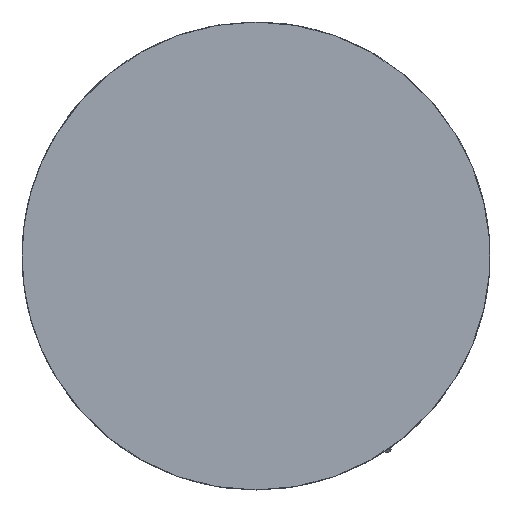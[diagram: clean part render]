
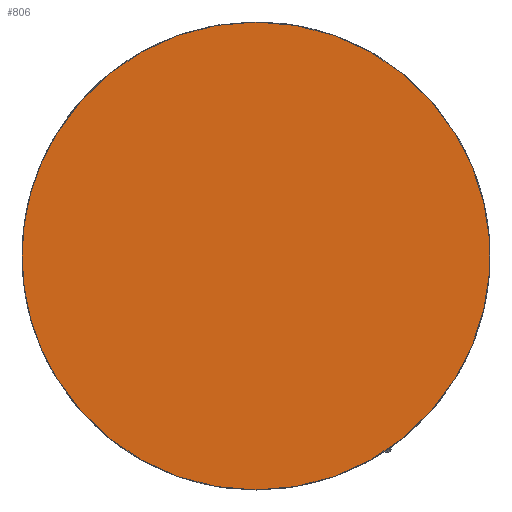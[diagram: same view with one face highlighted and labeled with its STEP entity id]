
A CAD part, front view. The second image highlights one B-rep face of the part: STEP entity #806.
In plain terms, the highlighted planar face has unit normal (0, -1, 0).
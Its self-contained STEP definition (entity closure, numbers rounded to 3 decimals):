
#117 = CARTESIAN_POINT ( 'NONE',  ( 450., -15.5, 669.7 ) ) ;
#512 = EDGE_CURVE ( 'NONE', #1177, #934, #1625, .T. ) ;
#513 = ORIENTED_EDGE ( 'NONE', *, *, #933, .T. ) ;
#514 = ORIENTED_EDGE ( 'NONE', *, *, #804, .T. ) ;
#515 = ORIENTED_EDGE ( 'NONE', *, *, #512, .T. ) ;
#756 = EDGE_CURVE ( 'NONE', #758, #1410, #1619, .T. ) ;
#758 = VERTEX_POINT ( 'NONE', #1612 ) ;
#804 = EDGE_CURVE ( 'NONE', #896, #758, #1872, .T. ) ;
#805 = ORIENTED_EDGE ( 'NONE', *, *, #756, .T. ) ;
#806 = ADVANCED_FACE ( 'NONE', ( #1873 ), #1865, .T. ) ;
#807 = EDGE_LOOP ( 'NONE', ( #808, #809, #515, #513, #514, #805 ) ) ;
#808 = ORIENTED_EDGE ( 'NONE', *, *, #1409, .T. ) ;
#809 = ORIENTED_EDGE ( 'NONE', *, *, #1119, .T. ) ;
#896 = VERTEX_POINT ( 'NONE', #2457 ) ;
#933 = EDGE_CURVE ( 'NONE', #934, #896, #2512, .T. ) ;
#934 = VERTEX_POINT ( 'NONE', #2513 ) ;
#1119 = EDGE_CURVE ( 'NONE', #1515, #1177, #3098, .T. ) ;
#1177 = VERTEX_POINT ( 'NONE', #3371 ) ;
#1409 = EDGE_CURVE ( 'NONE', #1410, #1515, #4798, .T. ) ;
#1410 = VERTEX_POINT ( 'NONE', #4793 ) ;
#1515 = VERTEX_POINT ( 'NONE', #117 ) ;
#1612 = CARTESIAN_POINT ( 'NONE',  ( 407.7, -15.5, 712. ) ) ;
#1616 = DIRECTION ( 'NONE',  ( 0., 0., -1. ) ) ;
#1617 = DIRECTION ( 'NONE',  ( 0., -1., 0. ) ) ;
#1618 = AXIS2_PLACEMENT_3D ( 'NONE', #1626, #1617, #1616 ) ;
#1619 = CIRCLE ( 'NONE', #1618, 42.3 ) ;
#1621 = DIRECTION ( 'NONE',  ( 0., 0., -1. ) ) ;
#1622 = DIRECTION ( 'NONE',  ( 0., -1., 0. ) ) ;
#1623 = CARTESIAN_POINT ( 'NONE',  ( 450., -15.5, 712. ) ) ;
#1624 = AXIS2_PLACEMENT_3D ( 'NONE', #1623, #1622, #1621 ) ;
#1625 = CIRCLE ( 'NONE', #1624, 42.3 ) ;
#1626 = CARTESIAN_POINT ( 'NONE',  ( 450., -15.5, 712. ) ) ;
#1865 = PLANE ( 'NONE',  #1897 ) ;
#1867 = CARTESIAN_POINT ( 'NONE',  ( 450., -15.5, 712. ) ) ;
#1868 = DIRECTION ( 'NONE',  ( 0., 0., -1. ) ) ;
#1869 = DIRECTION ( 'NONE',  ( 0., -1., 0. ) ) ;
#1870 = CARTESIAN_POINT ( 'NONE',  ( 450., -15.5, 712. ) ) ;
#1871 = AXIS2_PLACEMENT_3D ( 'NONE', #1870, #1869, #1868 ) ;
#1872 = CIRCLE ( 'NONE', #1871, 42.3 ) ;
#1873 = FACE_OUTER_BOUND ( 'NONE', #807, .T. ) ;
#1895 = DIRECTION ( 'NONE',  ( 0., 0., -1. ) ) ;
#1896 = DIRECTION ( 'NONE',  ( 0., -1., 0. ) ) ;
#1897 = AXIS2_PLACEMENT_3D ( 'NONE', #1867, #1896, #1895 ) ;
#2457 = CARTESIAN_POINT ( 'NONE',  ( 413.88, -15.5, 734.014 ) ) ;
#2508 = DIRECTION ( 'NONE',  ( 0., 0., -1. ) ) ;
#2509 = DIRECTION ( 'NONE',  ( 0., -1., 0. ) ) ;
#2510 = CARTESIAN_POINT ( 'NONE',  ( 450., -15.5, 712. ) ) ;
#2511 = AXIS2_PLACEMENT_3D ( 'NONE', #2510, #2509, #2508 ) ;
#2512 = CIRCLE ( 'NONE', #2511, 42.3 ) ;
#2513 = CARTESIAN_POINT ( 'NONE',  ( 486.12, -15.5, 734.014 ) ) ;
#3091 = DIRECTION ( 'NONE',  ( 0., 0., -1. ) ) ;
#3092 = DIRECTION ( 'NONE',  ( 0., -1., 0. ) ) ;
#3093 = CARTESIAN_POINT ( 'NONE',  ( 450., -15.5, 712. ) ) ;
#3094 = AXIS2_PLACEMENT_3D ( 'NONE', #3093, #3092, #3091 ) ;
#3098 = CIRCLE ( 'NONE', #3094, 42.3 ) ;
#3371 = CARTESIAN_POINT ( 'NONE',  ( 486.12, -15.5, 689.986 ) ) ;
#4793 = CARTESIAN_POINT ( 'NONE',  ( 413.88, -15.5, 689.986 ) ) ;
#4794 = DIRECTION ( 'NONE',  ( 0., 0., -1. ) ) ;
#4795 = DIRECTION ( 'NONE',  ( 0., -1., 0. ) ) ;
#4796 = CARTESIAN_POINT ( 'NONE',  ( 450., -15.5, 712. ) ) ;
#4797 = AXIS2_PLACEMENT_3D ( 'NONE', #4796, #4795, #4794 ) ;
#4798 = CIRCLE ( 'NONE', #4797, 42.3 ) ;
